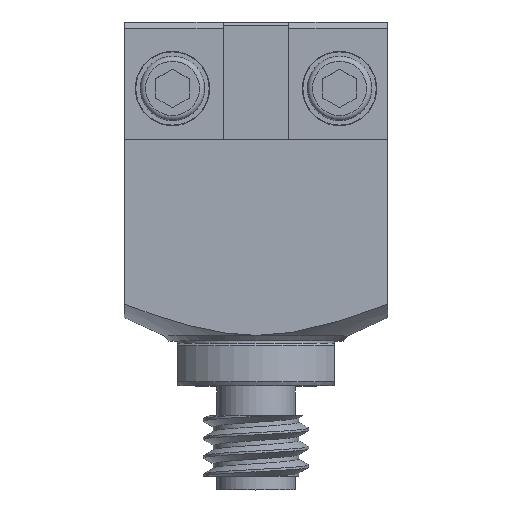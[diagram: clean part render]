
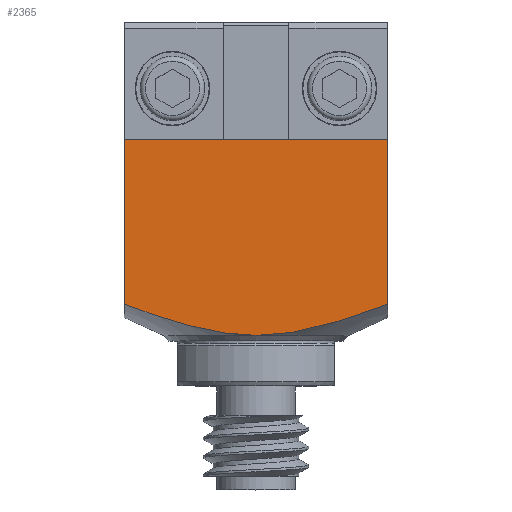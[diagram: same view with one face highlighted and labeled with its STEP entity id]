
A CAD part, top view. The second image highlights one B-rep face of the part: STEP entity #2365.
In plain terms, the highlighted planar face has unit normal (0, 0, 1).
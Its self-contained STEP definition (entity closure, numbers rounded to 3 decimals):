
#95=LINE('',#6834,#216);
#96=LINE('',#6837,#217);
#97=LINE('',#6838,#218);
#216=VECTOR('',#2877,1000.);
#217=VECTOR('',#2878,1000.);
#218=VECTOR('',#2879,1000.);
#307=B_SPLINE_CURVE_WITH_KNOTS('',3,(#6761,#6762,#6763,#6764,#6765),
 .UNSPECIFIED.,.F.,.F.,(4,1,4),(0.011,0.014,0.016),
 .UNSPECIFIED.);
#309=B_SPLINE_CURVE_WITH_KNOTS('',3,(#6802,#6803,#6804,#6805),
 .UNSPECIFIED.,.F.,.F.,(4,4),(0.016,0.021),
 .UNSPECIFIED.);
#628=ORIENTED_EDGE('',*,*,#940,.F.);
#629=ORIENTED_EDGE('',*,*,#941,.T.);
#630=ORIENTED_EDGE('',*,*,#911,.T.);
#631=ORIENTED_EDGE('',*,*,#928,.T.);
#632=ORIENTED_EDGE('',*,*,#942,.T.);
#911=EDGE_CURVE('',#1095,#1083,#307,.T.);
#928=EDGE_CURVE('',#1083,#1108,#309,.T.);
#940=EDGE_CURVE('',#1117,#1118,#95,.T.);
#941=EDGE_CURVE('',#1117,#1095,#96,.T.);
#942=EDGE_CURVE('',#1108,#1118,#97,.T.);
#1083=VERTEX_POINT('',#4426);
#1095=VERTEX_POINT('',#6754);
#1108=VERTEX_POINT('',#6806);
#1117=VERTEX_POINT('',#6835);
#1118=VERTEX_POINT('',#6836);
#1325=EDGE_LOOP('',(#628,#629,#630,#631,#632));
#1469=FACE_BOUND('',#1325,.T.);
#1543=PLANE('',#2520);
#2365=ADVANCED_FACE('',(#1469),#1543,.T.);
#2520=AXIS2_PLACEMENT_3D('',#6833,#2875,#2876);
#2875=DIRECTION('',(0.,0.,1.));
#2876=DIRECTION('',(1.,0.,0.));
#2877=DIRECTION('',(1.,0.,0.));
#2878=DIRECTION('',(0.,-1.,0.));
#2879=DIRECTION('',(0.,1.,0.));
#4426=CARTESIAN_POINT('',(0.,-3.023,7.01));
#6754=CARTESIAN_POINT('',(-5.004,-1.838,7.01));
#6761=CARTESIAN_POINT('',(-5.004,-1.838,7.01));
#6762=CARTESIAN_POINT('',(-4.196,-2.139,7.01));
#6763=CARTESIAN_POINT('',(-2.577,-2.709,7.01));
#6764=CARTESIAN_POINT('',(-0.857,-3.023,7.01));
#6765=CARTESIAN_POINT('',(0.,-3.023,7.01));
#6802=CARTESIAN_POINT('',(0.,-3.023,7.01));
#6803=CARTESIAN_POINT('',(1.733,-3.023,7.01));
#6804=CARTESIAN_POINT('',(3.383,-2.442,7.01));
#6805=CARTESIAN_POINT('',(5.004,-1.838,7.01));
#6806=CARTESIAN_POINT('',(5.004,-1.838,7.01));
#6833=CARTESIAN_POINT('',(0.,0.,7.01));
#6834=CARTESIAN_POINT('',(-12.781,4.434,7.01));
#6835=CARTESIAN_POINT('',(-5.004,4.434,7.01));
#6836=CARTESIAN_POINT('',(5.004,4.434,7.01));
#6837=CARTESIAN_POINT('',(-5.004,8.89,7.01));
#6838=CARTESIAN_POINT('',(5.004,-8.89,7.01));
